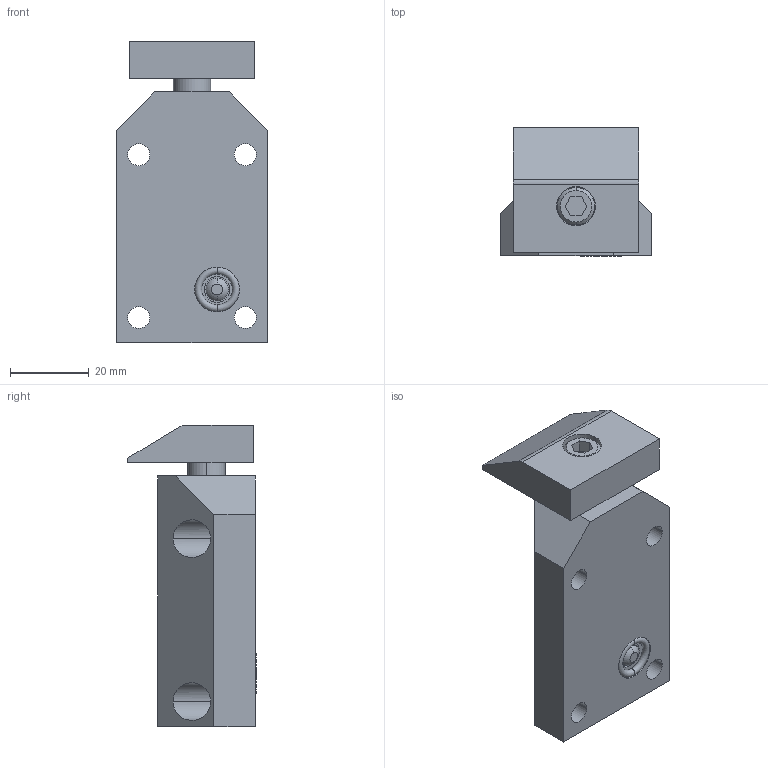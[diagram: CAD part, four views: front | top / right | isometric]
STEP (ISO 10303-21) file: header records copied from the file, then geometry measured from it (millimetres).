
FILE_DESCRIPTION((''),'2;1');
FILE_NAME('ILC15910500','2019-05-22T',('Jweaver'),(''),'PRO/ENGINEER BY PARAMETRIC TECHNOLOGY CORPORATION, 2013320','PRO/ENGINEER BY PARAMETRIC TECHNOLOGY CORPORATION, 2013320','');
FILE_SCHEMA(('AUTOMOTIVE_DESIGN { 1 0 10303 214 1 1 1 1 }'));
Length unit declared in the file: inch
Products named in the file (1): ILC15910500
Bounding box: 38.1 x 32.54 x 76.33 mm (x, y, z)
Volume: 47440.9 mm3; surface area: 14809.4 mm2
Topology: 1 solids, 5 shells, 117 faces, 267 edges, 175 vertices
Faces by surface type: plane 53, cylinder 49, cone 11, torus 2, sphere 2
Entity records: 3632 total; most frequent: CARTESIAN_POINT 734, DIRECTION 604, ORIENTED_EDGE 522, EDGE_CURVE 265, AXIS2_PLACEMENT_3D 234, VERTEX_POINT 175, EDGE_LOOP 148, VECTOR 136
